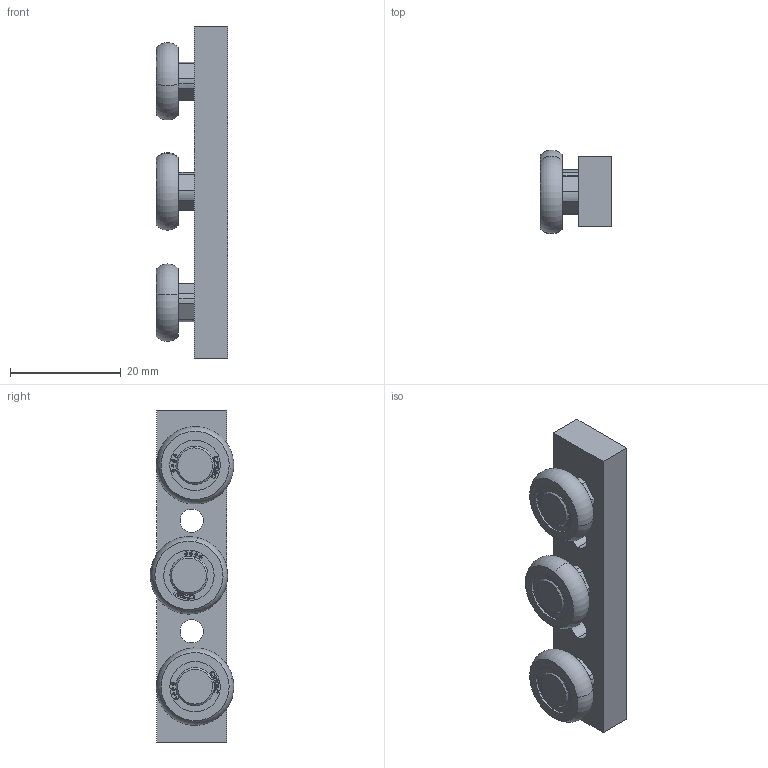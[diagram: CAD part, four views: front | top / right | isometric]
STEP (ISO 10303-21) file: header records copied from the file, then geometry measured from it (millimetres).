
FILE_DESCRIPTION (( 'STEP AP214' ), '1' );
FILE_NAME ('CRT_A67FEC6049.step', '2020-09-01T15:31:52', ( '' ), ( '' ), 'SwSTEP 2.0', 'SolidWorks 2019', '' );
FILE_SCHEMA (( 'AUTOMOTIVE_DESIGN' ));
Length unit declared in the file: inch
Products named in the file (3): EGwLVxiW94_CADModel_0; CRT_A67FEC6049
Assembly tree (1 placements, depth 2):
  EGwLVxiW94_CADModel_0
  CRT_A67FEC6049
    EGwLVxiW94_CADModel_0
Bounding box: 12.9 x 15.09 x 60 mm (x, y, z)
Volume: 6016.7 mm3; surface area: 6138.7 mm2
Topology: 19 solids, 19 shells, 1074 faces, 2742 edges, 1806 vertices
Faces by surface type: plane 652, bspline 132, sphere 108, cylinder 106, cone 46, torus 30
Entity records: 55975 total; most frequent: CARTESIAN_POINT 16409, ORIENTED_EDGE 5452, DIRECTION 4674, EDGE_CURVE 2726, VECTOR 1880, LINE 1880, VERTEX_POINT 1806, AXIS2_PLACEMENT_3D 1397
